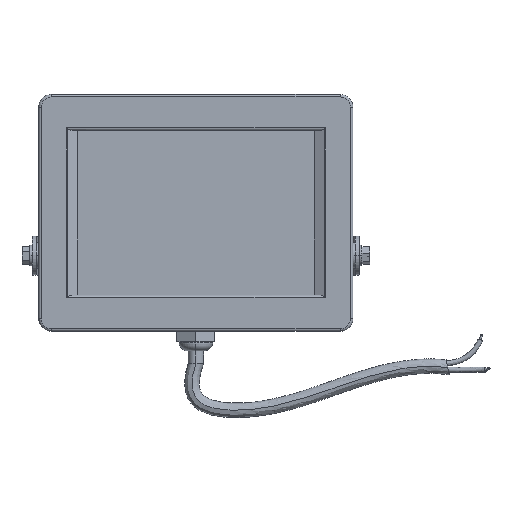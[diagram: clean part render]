
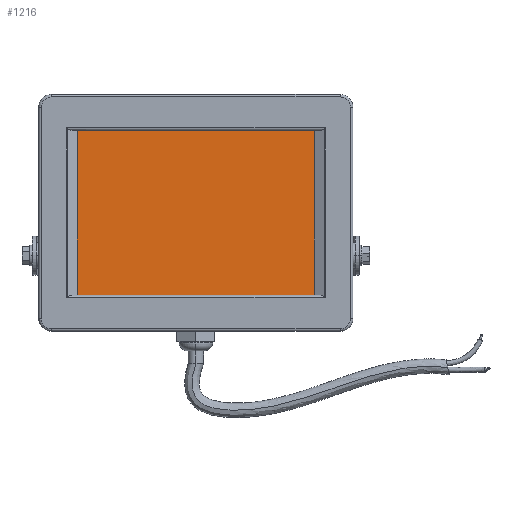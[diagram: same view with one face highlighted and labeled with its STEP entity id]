
A CAD part, top view. The second image highlights one B-rep face of the part: STEP entity #1216.
In plain terms, the highlighted planar face has unit normal (0, 0, 1).
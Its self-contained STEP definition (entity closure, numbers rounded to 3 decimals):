
#681 = ORIENTED_EDGE ( 'NONE', *, *, #1865, .F. ) ;
#1216 = ADVANCED_FACE ( 'NONE', ( #9556 ), #11872, .F. ) ;
#1288 = CARTESIAN_POINT ( 'NONE',  ( -46., 32., 25.5 ) ) ;
#1425 = CARTESIAN_POINT ( 'NONE',  ( -46., -32., 25.5 ) ) ;
#1677 = VECTOR ( 'NONE', #5591, 1000. ) ;
#1865 = EDGE_CURVE ( 'NONE', #6032, #8905, #10235, .T. ) ;
#3105 = ORIENTED_EDGE ( 'NONE', *, *, #5962, .T. ) ;
#3143 = EDGE_LOOP ( 'NONE', ( #3105, #7253, #681, #4360 ) ) ;
#4309 = LINE ( 'NONE', #12317, #1677 ) ;
#4333 = VECTOR ( 'NONE', #12398, 1000. ) ;
#4360 = ORIENTED_EDGE ( 'NONE', *, *, #12918, .T. ) ;
#5143 = DIRECTION ( 'NONE',  ( 0., 0., -1. ) ) ;
#5591 = DIRECTION ( 'NONE',  ( 0., -1., 0. ) ) ;
#5638 = CARTESIAN_POINT ( 'NONE',  ( 46., 32., 25.5 ) ) ;
#5962 = EDGE_CURVE ( 'NONE', #8277, #6766, #4309, .T. ) ;
#5971 = LINE ( 'NONE', #13967, #6500 ) ;
#6032 = VERTEX_POINT ( 'NONE', #5638 ) ;
#6170 = DIRECTION ( 'NONE',  ( 0., -1., 0. ) ) ;
#6500 = VECTOR ( 'NONE', #10600, 1000. ) ;
#6766 = VERTEX_POINT ( 'NONE', #1425 ) ;
#7063 = CARTESIAN_POINT ( 'NONE',  ( 46., -32., 25.5 ) ) ;
#7253 = ORIENTED_EDGE ( 'NONE', *, *, #11080, .F. ) ;
#7314 = LINE ( 'NONE', #10131, #4333 ) ;
#8277 = VERTEX_POINT ( 'NONE', #1288 ) ;
#8427 = DIRECTION ( 'NONE',  ( -1., 0., 0. ) ) ;
#8445 = AXIS2_PLACEMENT_3D ( 'NONE', #13105, #5143, #8427 ) ;
#8905 = VERTEX_POINT ( 'NONE', #7063 ) ;
#9556 = FACE_OUTER_BOUND ( 'NONE', #3143, .T. ) ;
#10131 = CARTESIAN_POINT ( 'NONE',  ( 46., 32., 25.5 ) ) ;
#10235 = LINE ( 'NONE', #12953, #12892 ) ;
#10600 = DIRECTION ( 'NONE',  ( -1., 0., 0. ) ) ;
#11080 = EDGE_CURVE ( 'NONE', #8905, #6766, #5971, .T. ) ;
#11872 = PLANE ( 'NONE',  #8445 ) ;
#12317 = CARTESIAN_POINT ( 'NONE',  ( -46., 32., 25.5 ) ) ;
#12398 = DIRECTION ( 'NONE',  ( -1., 0., 0. ) ) ;
#12892 = VECTOR ( 'NONE', #6170, 1000. ) ;
#12918 = EDGE_CURVE ( 'NONE', #6032, #8277, #7314, .T. ) ;
#12953 = CARTESIAN_POINT ( 'NONE',  ( 46., 32., 25.5 ) ) ;
#13105 = CARTESIAN_POINT ( 'NONE',  ( 46., 32., 25.5 ) ) ;
#13967 = CARTESIAN_POINT ( 'NONE',  ( 46., -32., 25.5 ) ) ;
